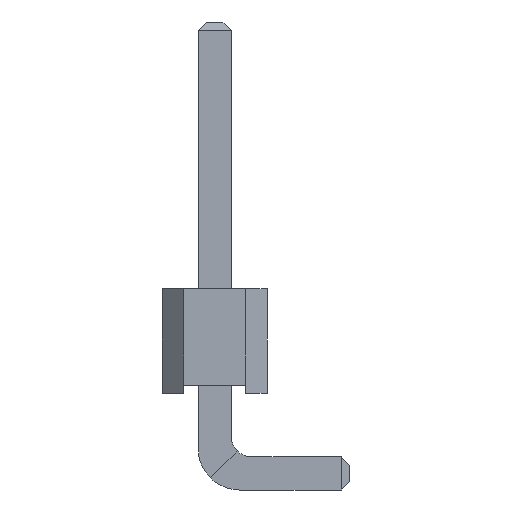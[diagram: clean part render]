
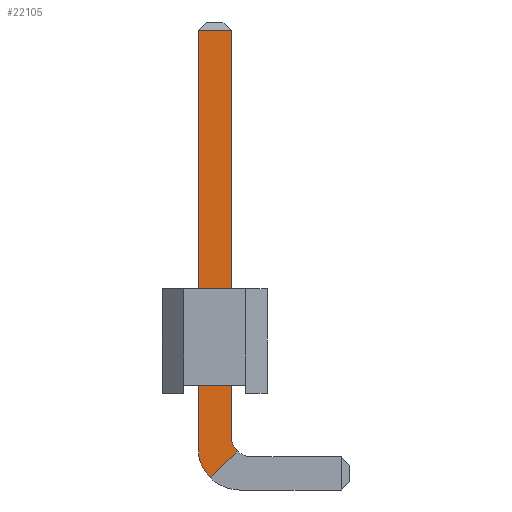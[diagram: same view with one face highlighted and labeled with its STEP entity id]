
A CAD part, front view. The second image highlights one B-rep face of the part: STEP entity #22105.
In plain terms, the highlighted planar face has unit normal (0, -1, 0).
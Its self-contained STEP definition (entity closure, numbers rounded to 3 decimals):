
#21362 = PLANE('',#21363);
#21363 = AXIS2_PLACEMENT_3D('',#21364,#21365,#21366);
#21364 = CARTESIAN_POINT('',(0.4,-42.78,9.));
#21365 = DIRECTION('',(1.,0.,0.));
#21366 = DIRECTION('',(0.,-1.,0.));
#21395 = CYLINDRICAL_SURFACE('',#21396,0.5);
#21396 = AXIS2_PLACEMENT_3D('',#21397,#21398,#21399);
#21397 = CARTESIAN_POINT('',(0.9,-42.78,-1.04));
#21398 = DIRECTION('',(0.,-1.,0.));
#21399 = DIRECTION('',(-1.,0.,0.));
#21456 = CYLINDRICAL_SURFACE('',#21457,1.);
#21457 = AXIS2_PLACEMENT_3D('',#21458,#21459,#21460);
#21458 = CARTESIAN_POINT('',(0.6,-42.78,-1.34));
#21459 = DIRECTION('',(-0.,-1.,0.));
#21460 = DIRECTION('',(-1.,0.,0.));
#21484 = PLANE('',#21485);
#21485 = AXIS2_PLACEMENT_3D('',#21486,#21487,#21488);
#21486 = CARTESIAN_POINT('',(-0.4,-43.58,9.));
#21487 = DIRECTION('',(-1.,0.,0.));
#21488 = DIRECTION('',(0.,1.,0.));
#21527 = VERTEX_POINT('',#21528);
#21528 = CARTESIAN_POINT('',(0.4,-43.58,8.8));
#21554 = EDGE_CURVE('',#21527,#21555,#21557,.T.);
#21555 = VERTEX_POINT('',#21556);
#21556 = CARTESIAN_POINT('',(0.4,-43.58,-1.04));
#21557 = SURFACE_CURVE('',#21558,(#21562,#21569),.PCURVE_S1.);
#21558 = LINE('',#21559,#21560);
#21559 = CARTESIAN_POINT('',(0.4,-43.58,9.));
#21560 = VECTOR('',#21561,1.);
#21561 = DIRECTION('',(0.,0.,-1.));
#21562 = PCURVE('',#21362,#21563);
#21563 = DEFINITIONAL_REPRESENTATION('',(#21564),#21568);
#21564 = LINE('',#21565,#21566);
#21565 = CARTESIAN_POINT('',(0.8,0.));
#21566 = VECTOR('',#21567,1.);
#21567 = DIRECTION('',(0.,1.));
#21568 = ( GEOMETRIC_REPRESENTATION_CONTEXT(2) 
PARAMETRIC_REPRESENTATION_CONTEXT() REPRESENTATION_CONTEXT('2D SPACE',''
  ) );
#21569 = PCURVE('',#21570,#21575);
#21570 = PLANE('',#21571);
#21571 = AXIS2_PLACEMENT_3D('',#21572,#21573,#21574);
#21572 = CARTESIAN_POINT('',(0.4,-43.58,9.));
#21573 = DIRECTION('',(-0.,-1.,0.));
#21574 = DIRECTION('',(-1.,0.,0.));
#21575 = DEFINITIONAL_REPRESENTATION('',(#21576),#21580);
#21576 = LINE('',#21577,#21578);
#21577 = CARTESIAN_POINT('',(0.,0.));
#21578 = VECTOR('',#21579,1.);
#21579 = DIRECTION('',(0.,1.));
#21580 = ( GEOMETRIC_REPRESENTATION_CONTEXT(2) 
PARAMETRIC_REPRESENTATION_CONTEXT() REPRESENTATION_CONTEXT('2D SPACE',''
  ) );
#21745 = VERTEX_POINT('',#21746);
#21746 = CARTESIAN_POINT('',(0.546,-43.58,-1.394));
#21761 = PLANE('',#21762);
#21762 = AXIS2_PLACEMENT_3D('',#21763,#21764,#21765);
#21763 = CARTESIAN_POINT('',(0.,-43.58,-1.54));
#21764 = DIRECTION('',(0.,-1.,0.));
#21765 = DIRECTION('',(0.,0.,-1.));
#21773 = EDGE_CURVE('',#21555,#21745,#21774,.T.);
#21774 = SURFACE_CURVE('',#21775,(#21780,#21787),.PCURVE_S1.);
#21775 = CIRCLE('',#21776,0.5);
#21776 = AXIS2_PLACEMENT_3D('',#21777,#21778,#21779);
#21777 = CARTESIAN_POINT('',(0.9,-43.58,-1.04));
#21778 = DIRECTION('',(0.,-1.,0.));
#21779 = DIRECTION('',(0.,0.,-1.));
#21780 = PCURVE('',#21395,#21781);
#21781 = DEFINITIONAL_REPRESENTATION('',(#21782),#21786);
#21782 = LINE('',#21783,#21784);
#21783 = CARTESIAN_POINT('',(-4.712,0.8));
#21784 = VECTOR('',#21785,1.);
#21785 = DIRECTION('',(1.,0.));
#21786 = ( GEOMETRIC_REPRESENTATION_CONTEXT(2) 
PARAMETRIC_REPRESENTATION_CONTEXT() REPRESENTATION_CONTEXT('2D SPACE',''
  ) );
#21787 = PCURVE('',#21570,#21788);
#21788 = DEFINITIONAL_REPRESENTATION('',(#21789),#21793);
#21789 = CIRCLE('',#21790,0.5);
#21790 = AXIS2_PLACEMENT_2D('',#21791,#21792);
#21791 = CARTESIAN_POINT('',(-0.5,10.04));
#21792 = DIRECTION('',(0.,1.));
#21793 = ( GEOMETRIC_REPRESENTATION_CONTEXT(2) 
PARAMETRIC_REPRESENTATION_CONTEXT() REPRESENTATION_CONTEXT('2D SPACE',''
  ) );
#21799 = EDGE_CURVE('',#21800,#21802,#21804,.T.);
#21800 = VERTEX_POINT('',#21801);
#21801 = CARTESIAN_POINT('',(-0.4,-43.58,8.8));
#21802 = VERTEX_POINT('',#21803);
#21803 = CARTESIAN_POINT('',(-0.4,-43.58,-1.34));
#21804 = SURFACE_CURVE('',#21805,(#21809,#21816),.PCURVE_S1.);
#21805 = LINE('',#21806,#21807);
#21806 = CARTESIAN_POINT('',(-0.4,-43.58,9.));
#21807 = VECTOR('',#21808,1.);
#21808 = DIRECTION('',(0.,0.,-1.));
#21809 = PCURVE('',#21484,#21810);
#21810 = DEFINITIONAL_REPRESENTATION('',(#21811),#21815);
#21811 = LINE('',#21812,#21813);
#21812 = CARTESIAN_POINT('',(0.,0.));
#21813 = VECTOR('',#21814,1.);
#21814 = DIRECTION('',(0.,1.));
#21815 = ( GEOMETRIC_REPRESENTATION_CONTEXT(2) 
PARAMETRIC_REPRESENTATION_CONTEXT() REPRESENTATION_CONTEXT('2D SPACE',''
  ) );
#21816 = PCURVE('',#21570,#21817);
#21817 = DEFINITIONAL_REPRESENTATION('',(#21818),#21822);
#21818 = LINE('',#21819,#21820);
#21819 = CARTESIAN_POINT('',(0.8,0.));
#21820 = VECTOR('',#21821,1.);
#21821 = DIRECTION('',(0.,1.));
#21822 = ( GEOMETRIC_REPRESENTATION_CONTEXT(2) 
PARAMETRIC_REPRESENTATION_CONTEXT() REPRESENTATION_CONTEXT('2D SPACE',''
  ) );
#22006 = VERTEX_POINT('',#22007);
#22007 = CARTESIAN_POINT('',(-0.107,-43.58,-2.047));
#22029 = EDGE_CURVE('',#21802,#22006,#22030,.T.);
#22030 = SURFACE_CURVE('',#22031,(#22036,#22043),.PCURVE_S1.);
#22031 = CIRCLE('',#22032,1.);
#22032 = AXIS2_PLACEMENT_3D('',#22033,#22034,#22035);
#22033 = CARTESIAN_POINT('',(0.6,-43.58,-1.34));
#22034 = DIRECTION('',(0.,-1.,0.));
#22035 = DIRECTION('',(0.,0.,-1.));
#22036 = PCURVE('',#21456,#22037);
#22037 = DEFINITIONAL_REPRESENTATION('',(#22038),#22042);
#22038 = LINE('',#22039,#22040);
#22039 = CARTESIAN_POINT('',(-4.712,0.8));
#22040 = VECTOR('',#22041,1.);
#22041 = DIRECTION('',(1.,0.));
#22042 = ( GEOMETRIC_REPRESENTATION_CONTEXT(2) 
PARAMETRIC_REPRESENTATION_CONTEXT() REPRESENTATION_CONTEXT('2D SPACE',''
  ) );
#22043 = PCURVE('',#21570,#22044);
#22044 = DEFINITIONAL_REPRESENTATION('',(#22045),#22049);
#22045 = CIRCLE('',#22046,1.);
#22046 = AXIS2_PLACEMENT_2D('',#22047,#22048);
#22047 = CARTESIAN_POINT('',(-0.2,10.34));
#22048 = DIRECTION('',(0.,1.));
#22049 = ( GEOMETRIC_REPRESENTATION_CONTEXT(2) 
PARAMETRIC_REPRESENTATION_CONTEXT() REPRESENTATION_CONTEXT('2D SPACE',''
  ) );
#22073 = PLANE('',#22074);
#22074 = AXIS2_PLACEMENT_3D('',#22075,#22076,#22077);
#22075 = CARTESIAN_POINT('',(0.4,-43.48,8.9));
#22076 = DIRECTION('',(0.,-0.707,0.707
    ));
#22077 = DIRECTION('',(-1.,0.,0.));
#22105 = ADVANCED_FACE('',(#22106),#21570,.T.);
#22106 = FACE_BOUND('',#22107,.T.);
#22107 = EDGE_LOOP('',(#22108,#22109,#22130,#22131,#22132,#22153));
#22108 = ORIENTED_EDGE('',*,*,#21554,.F.);
#22109 = ORIENTED_EDGE('',*,*,#22110,.T.);
#22110 = EDGE_CURVE('',#21527,#21800,#22111,.T.);
#22111 = SURFACE_CURVE('',#22112,(#22116,#22123),.PCURVE_S1.);
#22112 = LINE('',#22113,#22114);
#22113 = CARTESIAN_POINT('',(0.4,-43.58,8.8));
#22114 = VECTOR('',#22115,1.);
#22115 = DIRECTION('',(-1.,0.,0.));
#22116 = PCURVE('',#21570,#22117);
#22117 = DEFINITIONAL_REPRESENTATION('',(#22118),#22122);
#22118 = LINE('',#22119,#22120);
#22119 = CARTESIAN_POINT('',(0.,0.2));
#22120 = VECTOR('',#22121,1.);
#22121 = DIRECTION('',(1.,0.));
#22122 = ( GEOMETRIC_REPRESENTATION_CONTEXT(2) 
PARAMETRIC_REPRESENTATION_CONTEXT() REPRESENTATION_CONTEXT('2D SPACE',''
  ) );
#22123 = PCURVE('',#22073,#22124);
#22124 = DEFINITIONAL_REPRESENTATION('',(#22125),#22129);
#22125 = LINE('',#22126,#22127);
#22126 = CARTESIAN_POINT('',(0.,0.141));
#22127 = VECTOR('',#22128,1.);
#22128 = DIRECTION('',(1.,0.));
#22129 = ( GEOMETRIC_REPRESENTATION_CONTEXT(2) 
PARAMETRIC_REPRESENTATION_CONTEXT() REPRESENTATION_CONTEXT('2D SPACE',''
  ) );
#22130 = ORIENTED_EDGE('',*,*,#21799,.T.);
#22131 = ORIENTED_EDGE('',*,*,#22029,.T.);
#22132 = ORIENTED_EDGE('',*,*,#22133,.F.);
#22133 = EDGE_CURVE('',#21745,#22006,#22134,.T.);
#22134 = SURFACE_CURVE('',#22135,(#22139,#22146),.PCURVE_S1.);
#22135 = LINE('',#22136,#22137);
#22136 = CARTESIAN_POINT('',(0.4,-43.58,-1.54));
#22137 = VECTOR('',#22138,1.);
#22138 = DIRECTION('',(-0.707,0.,
    -0.707));
#22139 = PCURVE('',#21570,#22140);
#22140 = DEFINITIONAL_REPRESENTATION('',(#22141),#22145);
#22141 = LINE('',#22142,#22143);
#22142 = CARTESIAN_POINT('',(0.,10.54));
#22143 = VECTOR('',#22144,1.);
#22144 = DIRECTION('',(0.707,0.707));
#22145 = ( GEOMETRIC_REPRESENTATION_CONTEXT(2) 
PARAMETRIC_REPRESENTATION_CONTEXT() REPRESENTATION_CONTEXT('2D SPACE',''
  ) );
#22146 = PCURVE('',#21761,#22147);
#22147 = DEFINITIONAL_REPRESENTATION('',(#22148),#22152);
#22148 = LINE('',#22149,#22150);
#22149 = CARTESIAN_POINT('',(0.,0.4));
#22150 = VECTOR('',#22151,1.);
#22151 = DIRECTION('',(0.707,-0.707));
#22152 = ( GEOMETRIC_REPRESENTATION_CONTEXT(2) 
PARAMETRIC_REPRESENTATION_CONTEXT() REPRESENTATION_CONTEXT('2D SPACE',''
  ) );
#22153 = ORIENTED_EDGE('',*,*,#21773,.F.);
